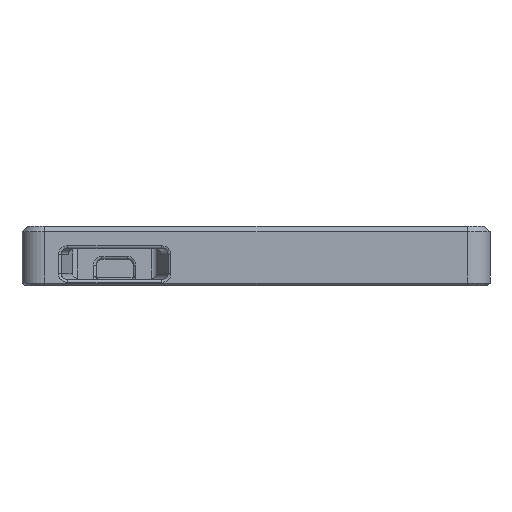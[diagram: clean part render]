
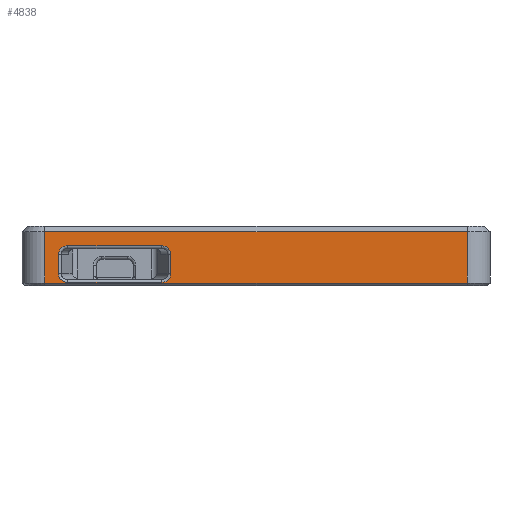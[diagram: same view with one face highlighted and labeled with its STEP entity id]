
A CAD part, left-side view. The second image highlights one B-rep face of the part: STEP entity #4838.
In plain terms, the highlighted planar face has unit normal (-1, 0, 0).
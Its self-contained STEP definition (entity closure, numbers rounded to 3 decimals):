
#17=ELLIPSE('',#5081,3.193,3.);
#20=ELLIPSE('',#5088,3.193,3.);
#22=ELLIPSE('',#5093,3.193,3.);
#24=ELLIPSE('',#5098,3.193,3.);
#399=FACE_BOUND('',#984,.T.);
#462=PLANE('',#5106);
#691=FACE_OUTER_BOUND('',#983,.T.);
#983=EDGE_LOOP('',(#4259,#4260,#4261,#4262));
#984=EDGE_LOOP('',(#4263,#4264,#4265,#4266,#4267,#4268,#4269,#4270));
#1346=LINE('',#8986,#1750);
#1348=LINE('',#9022,#1752);
#1350=LINE('',#9058,#1754);
#1351=LINE('',#9090,#1755);
#1364=LINE('',#9119,#1768);
#1365=LINE('',#9121,#1769);
#1366=LINE('',#9123,#1770);
#1367=LINE('',#9124,#1771);
#1750=VECTOR('',#5836,10.);
#1752=VECTOR('',#5848,10.);
#1754=VECTOR('',#5860,10.);
#1755=VECTOR('',#5869,10.);
#1768=VECTOR('',#5896,10.);
#1769=VECTOR('',#5897,10.);
#1770=VECTOR('',#5898,10.);
#1771=VECTOR('',#5899,10.);
#2350=VERTEX_POINT('',#8974);
#2351=VERTEX_POINT('',#8976);
#2353=VERTEX_POINT('',#8982);
#2355=VERTEX_POINT('',#9012);
#2357=VERTEX_POINT('',#9018);
#2359=VERTEX_POINT('',#9048);
#2361=VERTEX_POINT('',#9054);
#2363=VERTEX_POINT('',#9084);
#2372=VERTEX_POINT('',#9117);
#2373=VERTEX_POINT('',#9118);
#2374=VERTEX_POINT('',#9120);
#2375=VERTEX_POINT('',#9122);
#2993=EDGE_CURVE('',#2350,#2351,#17,.T.);
#2998=EDGE_CURVE('',#2351,#2353,#1346,.T.);
#3001=EDGE_CURVE('',#2353,#2355,#20,.T.);
#3004=EDGE_CURVE('',#2355,#2357,#1348,.T.);
#3007=EDGE_CURVE('',#2357,#2359,#22,.T.);
#3010=EDGE_CURVE('',#2359,#2361,#1350,.T.);
#3013=EDGE_CURVE('',#2361,#2363,#24,.T.);
#3014=EDGE_CURVE('',#2363,#2350,#1351,.T.);
#3029=EDGE_CURVE('',#2372,#2373,#1364,.T.);
#3030=EDGE_CURVE('',#2374,#2372,#1365,.T.);
#3031=EDGE_CURVE('',#2375,#2374,#1366,.T.);
#3032=EDGE_CURVE('',#2373,#2375,#1367,.T.);
#4259=ORIENTED_EDGE('',*,*,#3029,.F.);
#4260=ORIENTED_EDGE('',*,*,#3030,.F.);
#4261=ORIENTED_EDGE('',*,*,#3031,.F.);
#4262=ORIENTED_EDGE('',*,*,#3032,.F.);
#4263=ORIENTED_EDGE('',*,*,#2993,.F.);
#4264=ORIENTED_EDGE('',*,*,#3014,.F.);
#4265=ORIENTED_EDGE('',*,*,#3013,.F.);
#4266=ORIENTED_EDGE('',*,*,#3010,.F.);
#4267=ORIENTED_EDGE('',*,*,#3007,.F.);
#4268=ORIENTED_EDGE('',*,*,#3004,.F.);
#4269=ORIENTED_EDGE('',*,*,#3001,.F.);
#4270=ORIENTED_EDGE('',*,*,#2998,.F.);
#4838=ADVANCED_FACE('',(#691,#399),#462,.T.);
#5081=AXIS2_PLACEMENT_3D('',#8977,#5825,#5826);
#5088=AXIS2_PLACEMENT_3D('',#9016,#5841,#5842);
#5093=AXIS2_PLACEMENT_3D('',#9052,#5853,#5854);
#5098=AXIS2_PLACEMENT_3D('',#9088,#5865,#5866);
#5106=AXIS2_PLACEMENT_3D('',#9116,#5894,#5895);
#5825=DIRECTION('center_axis',(-1.,0.,0.));
#5826=DIRECTION('ref_axis',(0.,-1.,0.));
#5836=DIRECTION('',(0.,1.,0.));
#5841=DIRECTION('center_axis',(-1.,0.,0.));
#5842=DIRECTION('ref_axis',(0.,1.,0.));
#5848=DIRECTION('',(0.,0.,-1.));
#5853=DIRECTION('center_axis',(-1.,0.,0.));
#5854=DIRECTION('ref_axis',(0.,1.,0.));
#5860=DIRECTION('',(0.,-1.,0.));
#5865=DIRECTION('center_axis',(-1.,0.,0.));
#5866=DIRECTION('ref_axis',(0.,-1.,0.));
#5869=DIRECTION('',(0.,0.,1.));
#5894=DIRECTION('center_axis',(-1.,0.,0.));
#5895=DIRECTION('ref_axis',(0.,1.,0.));
#5896=DIRECTION('',(0.,1.,0.));
#5897=DIRECTION('',(0.,0.,-1.));
#5898=DIRECTION('',(0.,-1.,0.));
#5899=DIRECTION('',(0.,0.,1.));
#8974=CARTESIAN_POINT('',(-16.475,100.197,-1.9));
#8976=CARTESIAN_POINT('',(-16.475,103.39,1.1));
#8977=CARTESIAN_POINT('Origin',(-16.475,103.39,-1.9));
#8982=CARTESIAN_POINT('',(-16.475,136.405,1.1));
#8986=CARTESIAN_POINT('',(-16.475,63.431,1.1));
#9012=CARTESIAN_POINT('',(-16.475,139.598,-1.9));
#9016=CARTESIAN_POINT('Origin',(-16.475,136.405,-1.9));
#9018=CARTESIAN_POINT('',(-16.475,139.598,-8.77));
#9022=CARTESIAN_POINT('',(-16.475,139.598,-10.385));
#9048=CARTESIAN_POINT('',(-16.475,136.405,-11.77));
#9052=CARTESIAN_POINT('Origin',(-16.475,136.405,-8.77));
#9054=CARTESIAN_POINT('',(-16.475,103.39,-11.77));
#9058=CARTESIAN_POINT('',(-16.475,44.431,-11.77));
#9084=CARTESIAN_POINT('',(-16.475,100.197,-8.77));
#9088=CARTESIAN_POINT('Origin',(-16.475,103.39,-8.77));
#9090=CARTESIAN_POINT('',(-16.475,100.197,-4.95));
#9116=CARTESIAN_POINT('Origin',(-16.475,-12.035,-10.));
#9117=CARTESIAN_POINT('',(-16.475,-4.035,-12.));
#9118=CARTESIAN_POINT('',(-16.475,144.475,-12.));
#9119=CARTESIAN_POINT('',(-16.475,29.093,-12.));
#9120=CARTESIAN_POINT('',(-16.475,-4.035,6.));
#9121=CARTESIAN_POINT('',(-16.475,-4.035,-10.));
#9122=CARTESIAN_POINT('',(-16.475,144.475,6.));
#9123=CARTESIAN_POINT('',(-16.475,29.093,6.));
#9124=CARTESIAN_POINT('',(-16.475,144.475,-10.));
